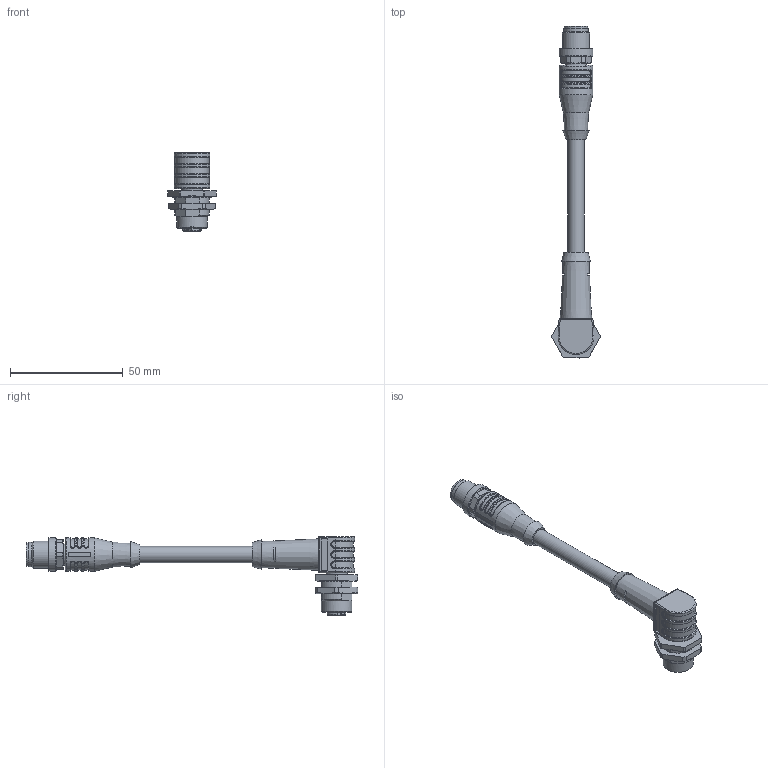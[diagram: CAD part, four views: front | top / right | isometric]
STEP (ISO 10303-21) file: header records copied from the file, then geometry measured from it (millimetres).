
FILE_DESCRIPTION(/* description */ (''),/* implementation_level */ '2;1');
FILE_NAME(/* name */ 'RA-WFKFDSY4-m-RA-WASSY4_stp.stp',/* time_stamp */ '2016-09-19T13:08:34+02:00',/* author */ (''),/* organization */ (''),/* preprocessor_version */ 'ST-DEVELOPER v16',/* originating_system */ 'SIEMENS PLM Software NX 10.0',/* authorisation */ '');
FILE_SCHEMA (('AUTOMOTIVE_DESIGN { 1 0 10303 214 3 1 1 1 }'));
Length unit declared in the file: millimetre
Products named in the file (1): RA-WFKFDSY4-m-RA-WASSY4_stp
Bounding box: 21.5 x 147.5 x 35 mm (x, y, z)
Volume: 18373.3 mm3; surface area: 9002.7 mm2
Topology: 1 solids, 1 shells, 559 faces, 1402 edges, 873 vertices
Faces by surface type: cylinder 183, plane 175, bspline 80, cone 54, torus 34, extrusion 25, sphere 8
Full cylindrical faces by diameter (mm): 1 x4, 1.1 x3, 1.15 x1, 1.5 x4, 7.25 x1, 8.3 x1, 9.3 x1, 9.4 x1, 10.5 x1, 10.8 x1, 11 x1, 12 x1, 12.3 x1, 13.5 x1, 15 x2, 15.2 x1
Entity records: 18379 total; most frequent: CARTESIAN_POINT 6141, ORIENTED_EDGE 2640, DIRECTION 2398, EDGE_CURVE 1320, AXIS2_PLACEMENT_3D 930, VERTEX_POINT 846, EDGE_LOOP 650, ADVANCED_FACE 559
